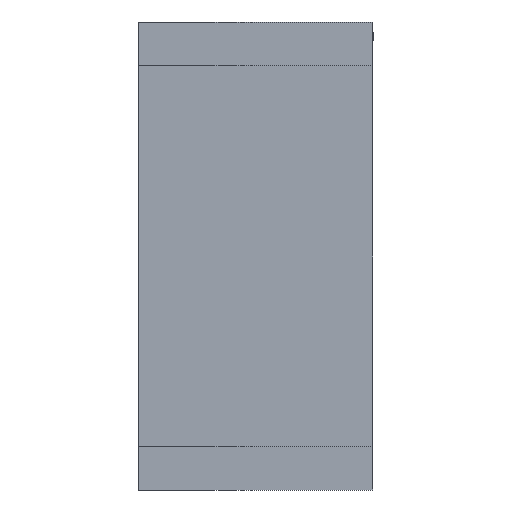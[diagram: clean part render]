
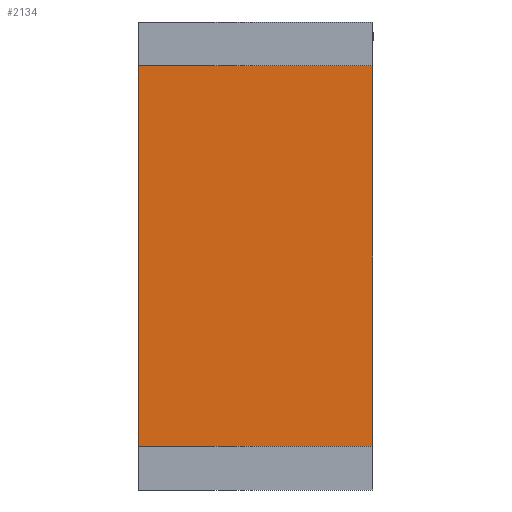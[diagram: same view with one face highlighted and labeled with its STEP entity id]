
A CAD part, front view. The second image highlights one B-rep face of the part: STEP entity #2134.
In plain terms, the highlighted planar face has unit normal (0, -1, 0).
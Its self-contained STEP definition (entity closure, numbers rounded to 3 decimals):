
#182 = LINE ( 'NONE', #5361, #631 ) ;
#229 = CARTESIAN_POINT ( 'NONE',  ( 8.006, -0.29, 3.19 ) ) ;
#502 = EDGE_CURVE ( 'NONE', #1929, #3995, #182, .T. ) ;
#631 = VECTOR ( 'NONE', #3050, 1000. ) ;
#710 = CARTESIAN_POINT ( 'NONE',  ( 1.6, -0.29, -3.19 ) ) ;
#824 = VECTOR ( 'NONE', #3525, 1000. ) ;
#911 = ORIENTED_EDGE ( 'NONE', *, *, #5718, .F. ) ;
#1245 = DIRECTION ( 'NONE',  ( -1., 0., 0. ) ) ;
#1617 = DIRECTION ( 'NONE',  ( 0., 1., 0. ) ) ;
#1745 = DIRECTION ( 'NONE',  ( 0., 0., 1. ) ) ;
#1899 = EDGE_CURVE ( 'NONE', #5781, #3900, #2977, .T. ) ;
#1929 = VERTEX_POINT ( 'NONE', #710 ) ;
#2095 = DIRECTION ( 'NONE',  ( 0., 0., 1. ) ) ;
#2134 = ADVANCED_FACE ( 'NONE', ( #2899 ), #4477, .F. ) ;
#2136 = CARTESIAN_POINT ( 'NONE',  ( 8.006, -0.29, 3.19 ) ) ;
#2147 = CARTESIAN_POINT ( 'NONE',  ( -1.6, -0.29, 3.19 ) ) ;
#2502 = EDGE_LOOP ( 'NONE', ( #2531, #3903, #911, #5147 ) ) ;
#2531 = ORIENTED_EDGE ( 'NONE', *, *, #5543, .F. ) ;
#2899 = FACE_OUTER_BOUND ( 'NONE', #2502, .T. ) ;
#2977 = LINE ( 'NONE', #229, #4083 ) ;
#3050 = DIRECTION ( 'NONE',  ( -1., 0., 0. ) ) ;
#3284 = LINE ( 'NONE', #3975, #824 ) ;
#3525 = DIRECTION ( 'NONE',  ( 0., 0., -1. ) ) ;
#3791 = CARTESIAN_POINT ( 'NONE',  ( -1.6, -0.29, -3.19 ) ) ;
#3883 = CARTESIAN_POINT ( 'NONE',  ( 1.6, -0.29, 3.19 ) ) ;
#3900 = VERTEX_POINT ( 'NONE', #4013 ) ;
#3903 = ORIENTED_EDGE ( 'NONE', *, *, #1899, .T. ) ;
#3975 = CARTESIAN_POINT ( 'NONE',  ( 1.6, -0.29, 3.19 ) ) ;
#3995 = VERTEX_POINT ( 'NONE', #3791 ) ;
#4013 = CARTESIAN_POINT ( 'NONE',  ( -1.6, -0.29, 3.19 ) ) ;
#4083 = VECTOR ( 'NONE', #1245, 1000. ) ;
#4332 = LINE ( 'NONE', #2147, #5161 ) ;
#4477 = PLANE ( 'NONE',  #5489 ) ;
#5147 = ORIENTED_EDGE ( 'NONE', *, *, #502, .F. ) ;
#5161 = VECTOR ( 'NONE', #1745, 1000. ) ;
#5361 = CARTESIAN_POINT ( 'NONE',  ( 8.006, -0.29, -3.19 ) ) ;
#5489 = AXIS2_PLACEMENT_3D ( 'NONE', #2136, #1617, #2095 ) ;
#5543 = EDGE_CURVE ( 'NONE', #5781, #1929, #3284, .T. ) ;
#5718 = EDGE_CURVE ( 'NONE', #3995, #3900, #4332, .T. ) ;
#5781 = VERTEX_POINT ( 'NONE', #3883 ) ;
